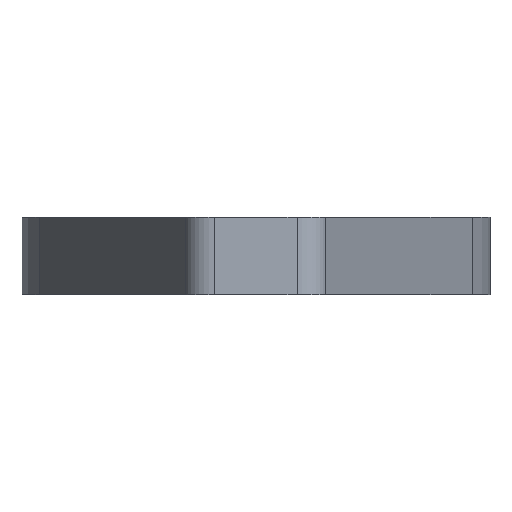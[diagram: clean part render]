
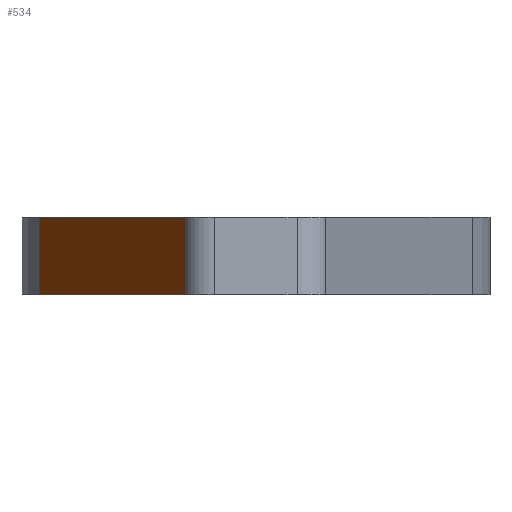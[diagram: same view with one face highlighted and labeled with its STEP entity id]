
A CAD part, front view. The second image highlights one B-rep face of the part: STEP entity #534.
In plain terms, the highlighted planar face has unit normal (-0.924, -0.383, 0).
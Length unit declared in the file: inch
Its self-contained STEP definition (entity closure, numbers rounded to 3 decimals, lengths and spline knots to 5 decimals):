
#1 = DIRECTION ( 'NONE',  ( 0., 0., 1. ) ) ;
#2 = VECTOR ( 'NONE', #1, 39.37008 ) ;
#3 = CARTESIAN_POINT ( 'NONE',  ( -0.11343, -0.71913, -0.125 ) ) ;
#4 = LINE ( 'NONE', #3, #2 ) ;
#83 = DIRECTION ( 'NONE',  ( -0.383, 0.924, 0. ) ) ;
#84 = DIRECTION ( 'NONE',  ( 0.924, 0.383, 0. ) ) ;
#85 = CARTESIAN_POINT ( 'NONE',  ( -0.35107, -0.14542, -0.125 ) ) ;
#140 = AXIS2_PLACEMENT_3D ( 'NONE', #85, #84, #83 ) ;
#141 = PLANE ( 'NONE',  #140 ) ;
#142 = FACE_OUTER_BOUND ( 'NONE', #535, .T. ) ;
#395 = VERTEX_POINT ( 'NONE', #1184 ) ;
#397 = EDGE_CURVE ( 'NONE', #395, #398, #1188, .T. ) ;
#398 = VERTEX_POINT ( 'NONE', #1189 ) ;
#409 = VERTEX_POINT ( 'NONE', #1174 ) ;
#411 = EDGE_CURVE ( 'NONE', #412, #409, #1097, .T. ) ;
#412 = VERTEX_POINT ( 'NONE', #1093 ) ;
#489 = ORIENTED_EDGE ( 'NONE', *, *, #490, .F. ) ;
#490 = EDGE_CURVE ( 'NONE', #398, #409, #1949, .T. ) ;
#491 = ORIENTED_EDGE ( 'NONE', *, *, #397, .F. ) ;
#492 = ORIENTED_EDGE ( 'NONE', *, *, #531, .T. ) ;
#531 = EDGE_CURVE ( 'NONE', #395, #412, #4, .T. ) ;
#534 = ADVANCED_FACE ( 'NONE', ( #142 ), #141, .F. ) ;
#535 = EDGE_LOOP ( 'NONE', ( #536, #489, #491, #492 ) ) ;
#536 = ORIENTED_EDGE ( 'NONE', *, *, #411, .T. ) ;
#1013 = DIRECTION ( 'NONE',  ( -0.383, 0.924, 0. ) ) ;
#1093 = CARTESIAN_POINT ( 'NONE',  ( -0.11343, -0.71913, 0. ) ) ;
#1094 = DIRECTION ( 'NONE',  ( -0.383, 0.924, 0. ) ) ;
#1095 = VECTOR ( 'NONE', #1094, 39.37008 ) ;
#1096 = CARTESIAN_POINT ( 'NONE',  ( -0.35107, -0.14542, 0. ) ) ;
#1097 = LINE ( 'NONE', #1096, #1095 ) ;
#1174 = CARTESIAN_POINT ( 'NONE',  ( -0.35107, -0.14542, 0. ) ) ;
#1184 = CARTESIAN_POINT ( 'NONE',  ( -0.11343, -0.71913, -0.125 ) ) ;
#1188 = LINE ( 'NONE', #1191, #1190 ) ;
#1189 = CARTESIAN_POINT ( 'NONE',  ( -0.35107, -0.14542, -0.125 ) ) ;
#1190 = VECTOR ( 'NONE', #1013, 39.37008 ) ;
#1191 = CARTESIAN_POINT ( 'NONE',  ( -0.35107, -0.14542, -0.125 ) ) ;
#1946 = DIRECTION ( 'NONE',  ( 0., 0., 1. ) ) ;
#1947 = VECTOR ( 'NONE', #1946, 39.37008 ) ;
#1948 = CARTESIAN_POINT ( 'NONE',  ( -0.35107, -0.14542, -0.125 ) ) ;
#1949 = LINE ( 'NONE', #1948, #1947 ) ;
